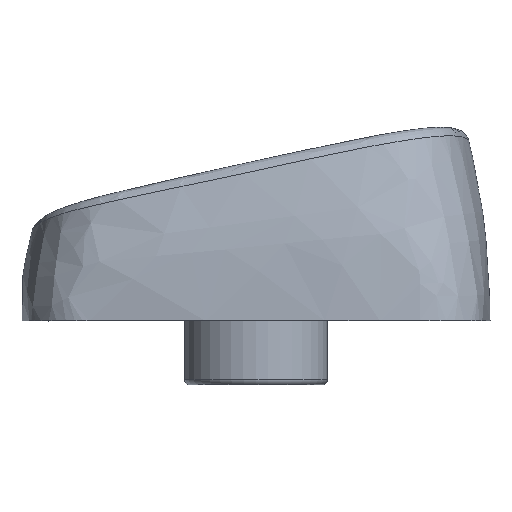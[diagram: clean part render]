
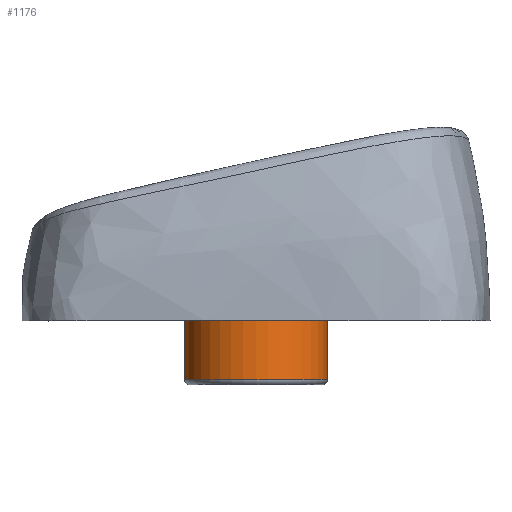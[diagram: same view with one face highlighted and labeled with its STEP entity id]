
A CAD part, left-side view. The second image highlights one B-rep face of the part: STEP entity #1176.
In plain terms, the highlighted cylindrical face has radius 2.75 mm (diameter 5.5 mm), a full revolution.
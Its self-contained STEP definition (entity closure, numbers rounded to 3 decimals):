
#185=FACE_OUTER_BOUND('',#232,.T.);
#232=EDGE_LOOP('',(#860,#861,#862,#863));
#282=CIRCLE('',#1261,2.75);
#283=CIRCLE('',#1263,2.75);
#327=LINE('',#1651,#380);
#380=VECTOR('',#1428,2.75);
#436=VERTEX_POINT('',#1646);
#437=VERTEX_POINT('',#1650);
#615=EDGE_CURVE('',#436,#436,#282,.T.);
#616=EDGE_CURVE('',#436,#437,#327,.T.);
#617=EDGE_CURVE('',#437,#437,#283,.T.);
#860=ORIENTED_EDGE('',*,*,#615,.F.);
#861=ORIENTED_EDGE('',*,*,#616,.T.);
#862=ORIENTED_EDGE('',*,*,#617,.F.);
#863=ORIENTED_EDGE('',*,*,#616,.F.);
#1147=CYLINDRICAL_SURFACE('',#1262,2.75);
#1176=ADVANCED_FACE('',(#185),#1147,.T.);
#1261=AXIS2_PLACEMENT_3D('',#1648,#1424,#1425);
#1262=AXIS2_PLACEMENT_3D('',#1649,#1426,#1427);
#1263=AXIS2_PLACEMENT_3D('',#1652,#1429,#1430);
#1424=DIRECTION('center_axis',(0.,0.,
-1.));
#1425=DIRECTION('ref_axis',(-1.,0.,0.));
#1426=DIRECTION('center_axis',(0.,0.,
-1.));
#1427=DIRECTION('ref_axis',(-1.,0.,0.));
#1428=DIRECTION('',(0.,0.,1.));
#1429=DIRECTION('center_axis',(0.,0.,
1.));
#1430=DIRECTION('ref_axis',(-1.,0.,0.));
#1646=CARTESIAN_POINT('',(2.738,0.004,-3.1));
#1648=CARTESIAN_POINT('Origin',(-0.012,0.004,
-3.1));
#1649=CARTESIAN_POINT('Origin',(-0.012,0.004,
0.));
#1650=CARTESIAN_POINT('',(2.738,0.004,-0.25));
#1651=CARTESIAN_POINT('',(2.738,0.004,0.));
#1652=CARTESIAN_POINT('Origin',(-0.012,0.004,
-0.25));
